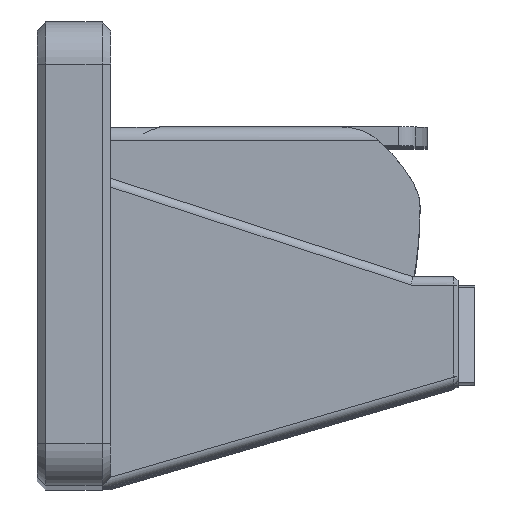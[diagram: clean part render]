
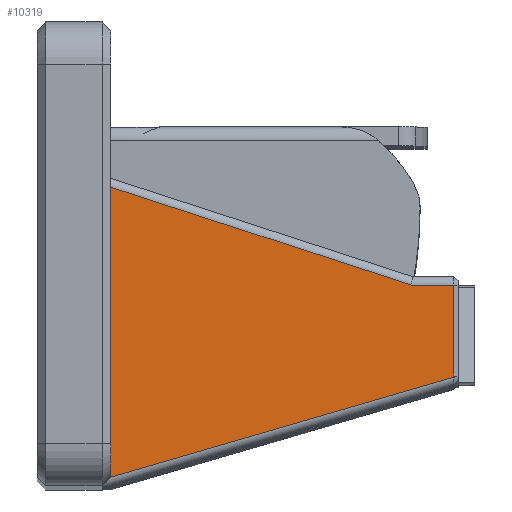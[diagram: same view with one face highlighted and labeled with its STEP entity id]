
A CAD part, top view. The second image highlights one B-rep face of the part: STEP entity #10319.
In plain terms, the highlighted planar face has unit normal (0, 0, 1).
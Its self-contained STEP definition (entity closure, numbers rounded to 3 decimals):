
#687=PLANE('',#11156);
#1175=FACE_OUTER_BOUND('',#1754,.T.);
#1754=EDGE_LOOP('',(#9033,#9034,#9035,#9036,#9037,#9038));
#2545=LINE('',#16088,#3507);
#2848=LINE('',#17894,#3810);
#2865=LINE('',#18060,#3827);
#2866=LINE('',#18063,#3828);
#2867=LINE('',#18064,#3829);
#3507=VECTOR('',#12550,10.);
#3810=VECTOR('',#13405,10.);
#3827=VECTOR('',#13452,10.);
#3828=VECTOR('',#13455,10.);
#3829=VECTOR('',#13456,10.);
#4129=B_SPLINE_CURVE_WITH_KNOTS('',3,(#17935,#17936,#17937,#17938),
 .UNSPECIFIED.,.F.,.F.,(4,4),(-1.571,-1.432),
 .UNSPECIFIED.);
#4696=VERTEX_POINT('',#16085);
#4697=VERTEX_POINT('',#16087);
#5017=VERTEX_POINT('',#17874);
#5018=VERTEX_POINT('',#17887);
#5021=VERTEX_POINT('',#17892);
#5040=VERTEX_POINT('',#18062);
#5910=EDGE_CURVE('',#4697,#4696,#2545,.T.);
#6408=EDGE_CURVE('',#5021,#5018,#2848,.T.);
#6421=EDGE_CURVE('',#5018,#5017,#4129,.T.);
#6440=EDGE_CURVE('',#5017,#4696,#2865,.T.);
#6441=EDGE_CURVE('',#5040,#5021,#2866,.T.);
#6442=EDGE_CURVE('',#4697,#5040,#2867,.T.);
#9033=ORIENTED_EDGE('',*,*,#6421,.F.);
#9034=ORIENTED_EDGE('',*,*,#6408,.F.);
#9035=ORIENTED_EDGE('',*,*,#6441,.F.);
#9036=ORIENTED_EDGE('',*,*,#6442,.F.);
#9037=ORIENTED_EDGE('',*,*,#5910,.T.);
#9038=ORIENTED_EDGE('',*,*,#6440,.F.);
#10319=ADVANCED_FACE('',(#1175),#687,.F.);
#11156=AXIS2_PLACEMENT_3D('',#18061,#13453,#13454);
#12550=DIRECTION('',(0.,-1.,0.));
#13405=DIRECTION('',(0.,-1.,0.));
#13452=DIRECTION('',(-0.96,-0.28,0.));
#13453=DIRECTION('center_axis',(0.,0.,-1.));
#13454=DIRECTION('ref_axis',(0.,1.,0.));
#13455=DIRECTION('',(1.,0.,0.));
#13456=DIRECTION('',(0.951,-0.31,0.));
#16085=CARTESIAN_POINT('',(5.393,-6.824,68.774));
#16087=CARTESIAN_POINT('',(5.393,6.943,68.774));
#16088=CARTESIAN_POINT('',(5.393,-1.74,68.774));
#17874=CARTESIAN_POINT('',(21.674,-2.078,68.774));
#17887=CARTESIAN_POINT('',(21.674,-2.019,68.774));
#17892=CARTESIAN_POINT('',(21.674,2.297,68.774));
#17894=CARTESIAN_POINT('',(21.674,-3.589,68.774));
#17935=CARTESIAN_POINT('Ctrl Pts',(21.674,-2.019,68.774));
#17936=CARTESIAN_POINT('Ctrl Pts',(21.674,-2.039,68.774));
#17937=CARTESIAN_POINT('Ctrl Pts',(21.674,-2.058,68.774));
#17938=CARTESIAN_POINT('Ctrl Pts',(21.674,-2.078,68.774));
#18060=CARTESIAN_POINT('',(11.916,-4.922,68.774));
#18061=CARTESIAN_POINT('Origin',(1.908,-7.24,68.774));
#18062=CARTESIAN_POINT('',(19.663,2.297,68.774));
#18063=CARTESIAN_POINT('',(11.891,2.297,68.774));
#18064=CARTESIAN_POINT('',(5.844,6.797,68.774));
